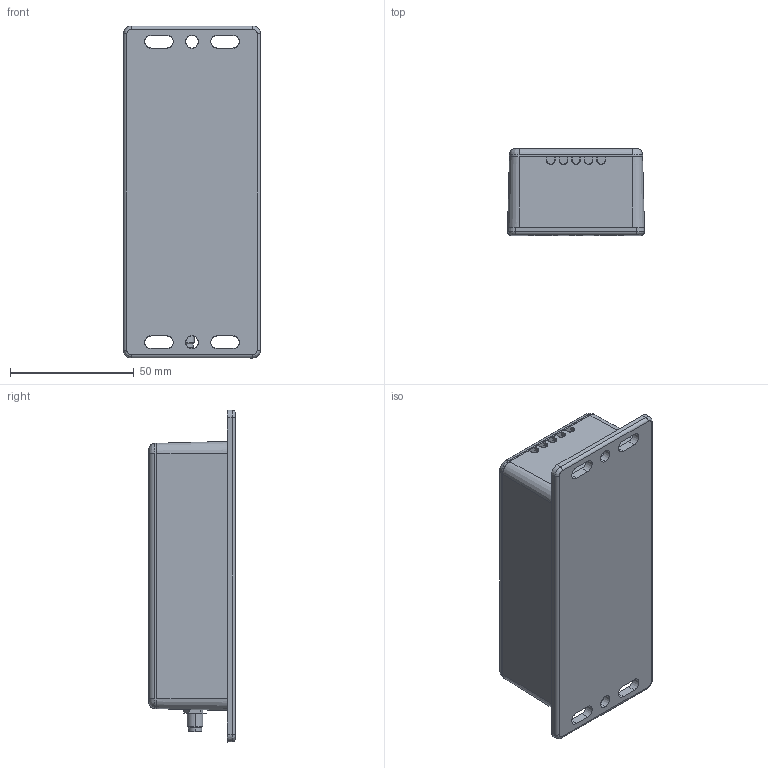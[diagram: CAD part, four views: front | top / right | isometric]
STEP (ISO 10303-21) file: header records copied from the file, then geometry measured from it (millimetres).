
FILE_DESCRIPTION (( 'STEP AP203' ), '1' );
FILE_NAME ('120-013002-000-A001-3DMODEL.STEP', '2016-07-20T19:19:36', ( 'setup' ), ( '' ), 'SwSTEP 2.0', 'SolidWorks 2016', '' );
FILE_SCHEMA (( 'CONFIG_CONTROL_DESIGN' ));
Length unit declared in the file: inch
Products named in the file (1): 120-013002-000-A001-3DMODEL
Bounding box: 55.24 x 34.92 x 133.99 mm (x, y, z)
Surface area: 31719.4 mm2 (no closed solid volume)
Topology: 0 solids, 5 shells, 145 faces, 422 edges, 285 vertices
Faces by surface type: plane 48, cylinder 42, cone 30, bspline 25
Entity records: 6175 total; most frequent: CARTESIAN_POINT 2477, DIRECTION 716, ORIENTED_EDGE 715, EDGE_CURVE 422, VERTEX_POINT 285, AXIS2_PLACEMENT_3D 250, VECTOR 216, LINE 216
